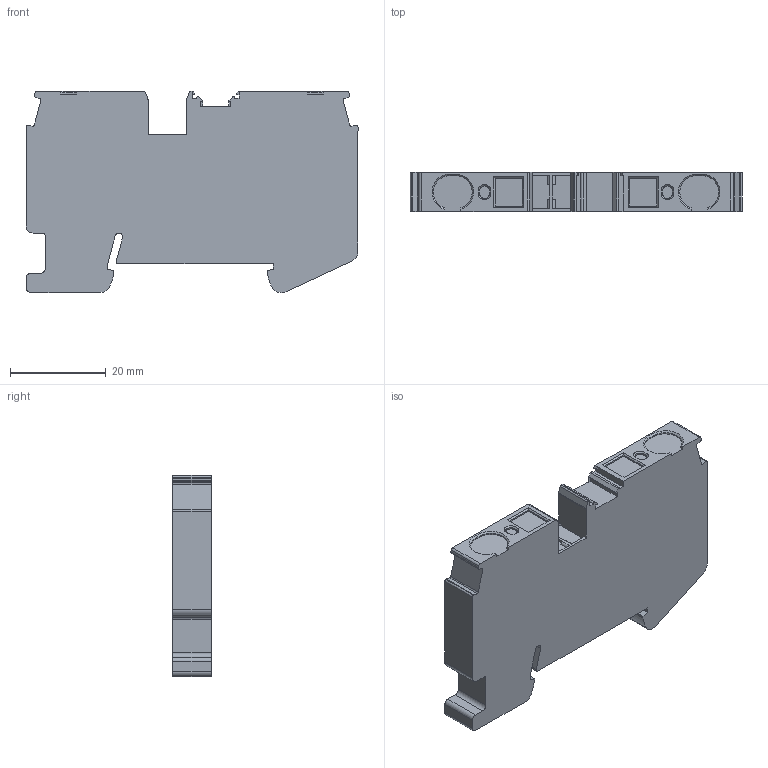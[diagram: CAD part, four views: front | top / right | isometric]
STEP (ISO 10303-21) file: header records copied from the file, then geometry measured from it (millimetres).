
FILE_DESCRIPTION( ( 'Unknown' ), '1' );
FILE_NAME( 'DST6-D-20180926.stp', 'Unknown', ( 'Unknown' ), ( 'Unknown' ), 'XStep 1.0', 'Unknown', ' ' );
FILE_SCHEMA( ( 'automotive_design' ) );
Length unit declared in the file: millimetre
Products named in the file (1): 1
Bounding box: 69.5 x 8.15 x 42.1 mm (x, y, z)
Volume: 20170.4 mm3; surface area: 7293.9 mm2
Topology: 1 solids, 1 shells, 171 faces, 471 edges, 306 vertices
Faces by surface type: plane 113, cylinder 50, cone 8
Entity records: 6791 total; most frequent: CARTESIAN_POINT 961, ORIENTED_EDGE 942, DIRECTION 921, EDGE_CURVE 471, LINE 357, VECTOR 357, VERTEX_POINT 306, AXIS2_PLACEMENT_3D 282
